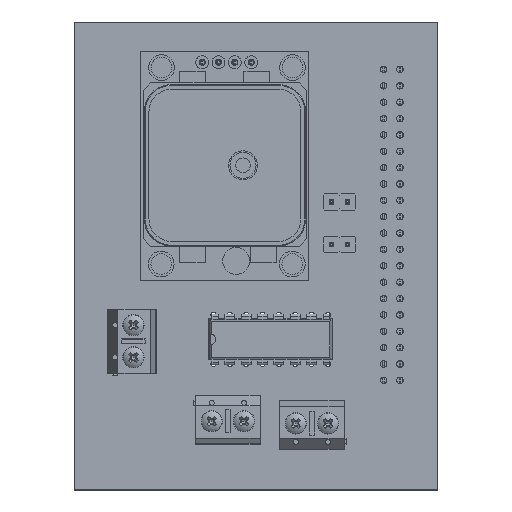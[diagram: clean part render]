
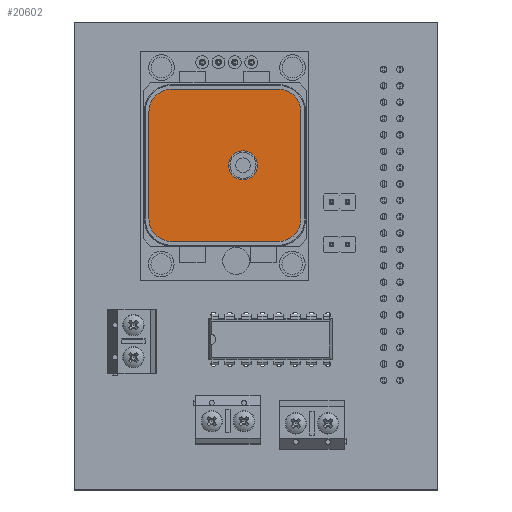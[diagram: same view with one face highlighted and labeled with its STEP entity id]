
A CAD part, top view. The second image highlights one B-rep face of the part: STEP entity #20602.
In plain terms, the highlighted planar face has unit normal (0, 0, 1).
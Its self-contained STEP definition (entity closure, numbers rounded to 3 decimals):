
#20602 = ADVANCED_FACE('',(#20603,#20673),#20684,.T.);
#20603 = FACE_BOUND('',#20604,.T.);
#20604 = EDGE_LOOP('',(#20605,#20616,#20624,#20633,#20641,#20650,#20658,
    #20667));
#20605 = ORIENTED_EDGE('',*,*,#20606,.T.);
#20606 = EDGE_CURVE('',#20607,#20609,#20611,.T.);
#20607 = VERTEX_POINT('',#20608);
#20608 = CARTESIAN_POINT('',(24.591,-3.195,
    3.356));
#20609 = VERTEX_POINT('',#20610);
#20610 = CARTESIAN_POINT('',(21.121,-6.665,
    3.356));
#20611 = CIRCLE('',#20612,3.47);
#20612 = AXIS2_PLACEMENT_3D('',#20613,#20614,#20615);
#20613 = CARTESIAN_POINT('',(24.591,-6.665,
    3.356));
#20614 = DIRECTION('',(0.,0.,1.));
#20615 = DIRECTION('',(0.,-1.,0.));
#20616 = ORIENTED_EDGE('',*,*,#20617,.T.);
#20617 = EDGE_CURVE('',#20609,#20618,#20620,.T.);
#20618 = VERTEX_POINT('',#20619);
#20619 = CARTESIAN_POINT('',(21.121,-23.325,
    3.356));
#20620 = LINE('',#20621,#20622);
#20621 = CARTESIAN_POINT('',(21.121,-6.665,
    3.356));
#20622 = VECTOR('',#20623,1.);
#20623 = DIRECTION('',(0.,-1.,0.));
#20624 = ORIENTED_EDGE('',*,*,#20625,.T.);
#20625 = EDGE_CURVE('',#20618,#20626,#20628,.T.);
#20626 = VERTEX_POINT('',#20627);
#20627 = CARTESIAN_POINT('',(24.591,-26.795,
    3.356));
#20628 = CIRCLE('',#20629,3.47);
#20629 = AXIS2_PLACEMENT_3D('',#20630,#20631,#20632);
#20630 = CARTESIAN_POINT('',(24.591,-23.325,
    3.356));
#20631 = DIRECTION('',(0.,0.,1.));
#20632 = DIRECTION('',(0.,-1.,0.));
#20633 = ORIENTED_EDGE('',*,*,#20634,.T.);
#20634 = EDGE_CURVE('',#20626,#20635,#20637,.T.);
#20635 = VERTEX_POINT('',#20636);
#20636 = CARTESIAN_POINT('',(41.251,-26.795,
    3.356));
#20637 = LINE('',#20638,#20639);
#20638 = CARTESIAN_POINT('',(24.591,-26.795,
    3.356));
#20639 = VECTOR('',#20640,1.);
#20640 = DIRECTION('',(1.,0.,0.));
#20641 = ORIENTED_EDGE('',*,*,#20642,.T.);
#20642 = EDGE_CURVE('',#20635,#20643,#20645,.T.);
#20643 = VERTEX_POINT('',#20644);
#20644 = CARTESIAN_POINT('',(44.721,-23.325,
    3.356));
#20645 = CIRCLE('',#20646,3.47);
#20646 = AXIS2_PLACEMENT_3D('',#20647,#20648,#20649);
#20647 = CARTESIAN_POINT('',(41.251,-23.325,
    3.356));
#20648 = DIRECTION('',(0.,0.,1.));
#20649 = DIRECTION('',(0.,-1.,0.));
#20650 = ORIENTED_EDGE('',*,*,#20651,.T.);
#20651 = EDGE_CURVE('',#20643,#20652,#20654,.T.);
#20652 = VERTEX_POINT('',#20653);
#20653 = CARTESIAN_POINT('',(44.721,-6.665,
    3.356));
#20654 = LINE('',#20655,#20656);
#20655 = CARTESIAN_POINT('',(44.721,-23.325,
    3.356));
#20656 = VECTOR('',#20657,1.);
#20657 = DIRECTION('',(0.,1.,0.));
#20658 = ORIENTED_EDGE('',*,*,#20659,.T.);
#20659 = EDGE_CURVE('',#20652,#20660,#20662,.T.);
#20660 = VERTEX_POINT('',#20661);
#20661 = CARTESIAN_POINT('',(41.251,-3.195,
    3.356));
#20662 = CIRCLE('',#20663,3.47);
#20663 = AXIS2_PLACEMENT_3D('',#20664,#20665,#20666);
#20664 = CARTESIAN_POINT('',(41.251,-6.665,
    3.356));
#20665 = DIRECTION('',(0.,0.,1.));
#20666 = DIRECTION('',(0.,-1.,0.));
#20667 = ORIENTED_EDGE('',*,*,#20668,.T.);
#20668 = EDGE_CURVE('',#20660,#20607,#20669,.T.);
#20669 = LINE('',#20670,#20671);
#20670 = CARTESIAN_POINT('',(41.251,-3.195,
    3.356));
#20671 = VECTOR('',#20672,1.);
#20672 = DIRECTION('',(-1.,0.,0.));
#20673 = FACE_BOUND('',#20674,.T.);
#20674 = EDGE_LOOP('',(#20675));
#20675 = ORIENTED_EDGE('',*,*,#20676,.F.);
#20676 = EDGE_CURVE('',#20677,#20677,#20679,.T.);
#20677 = VERTEX_POINT('',#20678);
#20678 = CARTESIAN_POINT('',(32.921,-14.445,
    3.356));
#20679 = CIRCLE('',#20680,2.25);
#20680 = AXIS2_PLACEMENT_3D('',#20681,#20682,#20683);
#20681 = CARTESIAN_POINT('',(32.921,-12.195,
    3.356));
#20682 = DIRECTION('',(0.,0.,1.));
#20683 = DIRECTION('',(0.,-1.,0.));
#20684 = PLANE('',#20685);
#20685 = AXIS2_PLACEMENT_3D('',#20686,#20687,#20688);
#20686 = CARTESIAN_POINT('',(24.591,-6.665,
    3.356));
#20687 = DIRECTION('',(0.,0.,1.));
#20688 = DIRECTION('',(0.,-1.,0.));
